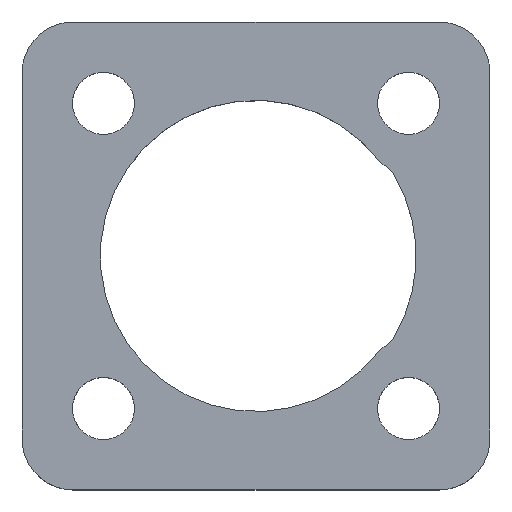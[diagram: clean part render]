
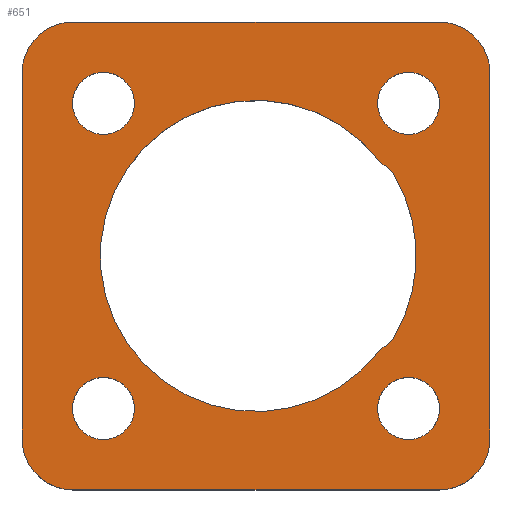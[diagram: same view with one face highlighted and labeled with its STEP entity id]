
A CAD part, top view. The second image highlights one B-rep face of the part: STEP entity #651.
In plain terms, the highlighted planar face has unit normal (0, 0, 1).
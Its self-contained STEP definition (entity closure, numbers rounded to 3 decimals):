
#34=FACE_BOUND('',#94,.T.);
#35=FACE_BOUND('',#95,.T.);
#36=FACE_BOUND('',#96,.T.);
#37=FACE_BOUND('',#97,.T.);
#38=FACE_BOUND('',#98,.T.);
#50=PLANE('',#717);
#59=FACE_OUTER_BOUND('',#93,.T.);
#93=EDGE_LOOP('',(#458,#459,#460,#461,#462,#463,#464,#465));
#94=EDGE_LOOP('',(#466,#467,#468,#469,#470,#471));
#95=EDGE_LOOP('',(#472,#473));
#96=EDGE_LOOP('',(#474,#475));
#97=EDGE_LOOP('',(#476,#477));
#98=EDGE_LOOP('',(#478,#479));
#142=LINE('',#1031,#179);
#143=LINE('',#1035,#180);
#144=LINE('',#1039,#181);
#145=LINE('',#1042,#182);
#179=VECTOR('',#832,10.);
#180=VECTOR('',#835,10.);
#181=VECTOR('',#838,10.);
#182=VECTOR('',#841,10.);
#208=CIRCLE('',#698,2.);
#222=CIRCLE('',#714,2.);
#223=CIRCLE('',#716,2.);
#224=CIRCLE('',#718,5.);
#225=CIRCLE('',#719,5.);
#226=CIRCLE('',#720,5.);
#227=CIRCLE('',#721,5.);
#228=CIRCLE('',#722,15.3);
#229=CIRCLE('',#723,2.);
#230=CIRCLE('',#724,15.75);
#231=CIRCLE('',#725,3.05);
#232=CIRCLE('',#726,3.05);
#233=CIRCLE('',#727,3.05);
#234=CIRCLE('',#728,3.05);
#235=CIRCLE('',#729,3.05);
#236=CIRCLE('',#730,3.05);
#237=CIRCLE('',#731,3.05);
#238=CIRCLE('',#732,3.05);
#259=VERTEX_POINT('',#977);
#260=VERTEX_POINT('',#979);
#277=VERTEX_POINT('',#1017);
#278=VERTEX_POINT('',#1021);
#279=VERTEX_POINT('',#1022);
#280=VERTEX_POINT('',#1027);
#281=VERTEX_POINT('',#1028);
#282=VERTEX_POINT('',#1030);
#283=VERTEX_POINT('',#1032);
#284=VERTEX_POINT('',#1034);
#285=VERTEX_POINT('',#1036);
#286=VERTEX_POINT('',#1038);
#287=VERTEX_POINT('',#1040);
#288=VERTEX_POINT('',#1044);
#289=VERTEX_POINT('',#1047);
#290=VERTEX_POINT('',#1048);
#291=VERTEX_POINT('',#1051);
#292=VERTEX_POINT('',#1052);
#293=VERTEX_POINT('',#1055);
#294=VERTEX_POINT('',#1056);
#295=VERTEX_POINT('',#1059);
#296=VERTEX_POINT('',#1060);
#331=EDGE_CURVE('',#259,#260,#208,.T.);
#350=EDGE_CURVE('',#277,#260,#222,.F.);
#352=EDGE_CURVE('',#278,#279,#223,.T.);
#355=EDGE_CURVE('',#280,#281,#224,.T.);
#356=EDGE_CURVE('',#280,#282,#142,.T.);
#357=EDGE_CURVE('',#283,#282,#225,.T.);
#358=EDGE_CURVE('',#283,#284,#143,.T.);
#359=EDGE_CURVE('',#285,#284,#226,.T.);
#360=EDGE_CURVE('',#285,#286,#144,.T.);
#361=EDGE_CURVE('',#287,#286,#227,.T.);
#362=EDGE_CURVE('',#287,#281,#145,.T.);
#363=EDGE_CURVE('',#259,#279,#228,.T.);
#364=EDGE_CURVE('',#278,#288,#229,.F.);
#365=EDGE_CURVE('',#288,#277,#230,.T.);
#366=EDGE_CURVE('',#289,#290,#231,.T.);
#367=EDGE_CURVE('',#290,#289,#232,.T.);
#368=EDGE_CURVE('',#291,#292,#233,.T.);
#369=EDGE_CURVE('',#292,#291,#234,.T.);
#370=EDGE_CURVE('',#293,#294,#235,.T.);
#371=EDGE_CURVE('',#294,#293,#236,.T.);
#372=EDGE_CURVE('',#295,#296,#237,.T.);
#373=EDGE_CURVE('',#296,#295,#238,.T.);
#458=ORIENTED_EDGE('',*,*,#355,.F.);
#459=ORIENTED_EDGE('',*,*,#356,.T.);
#460=ORIENTED_EDGE('',*,*,#357,.F.);
#461=ORIENTED_EDGE('',*,*,#358,.T.);
#462=ORIENTED_EDGE('',*,*,#359,.F.);
#463=ORIENTED_EDGE('',*,*,#360,.T.);
#464=ORIENTED_EDGE('',*,*,#361,.F.);
#465=ORIENTED_EDGE('',*,*,#362,.T.);
#466=ORIENTED_EDGE('',*,*,#331,.F.);
#467=ORIENTED_EDGE('',*,*,#363,.T.);
#468=ORIENTED_EDGE('',*,*,#352,.F.);
#469=ORIENTED_EDGE('',*,*,#364,.T.);
#470=ORIENTED_EDGE('',*,*,#365,.T.);
#471=ORIENTED_EDGE('',*,*,#350,.T.);
#472=ORIENTED_EDGE('',*,*,#366,.T.);
#473=ORIENTED_EDGE('',*,*,#367,.T.);
#474=ORIENTED_EDGE('',*,*,#368,.T.);
#475=ORIENTED_EDGE('',*,*,#369,.T.);
#476=ORIENTED_EDGE('',*,*,#370,.T.);
#477=ORIENTED_EDGE('',*,*,#371,.T.);
#478=ORIENTED_EDGE('',*,*,#372,.T.);
#479=ORIENTED_EDGE('',*,*,#373,.T.);
#651=ADVANCED_FACE('',(#59,#34,#35,#36,#37,#38),#50,.T.);
#698=AXIS2_PLACEMENT_3D('',#980,#782,#783);
#714=AXIS2_PLACEMENT_3D('',#1018,#819,#820);
#716=AXIS2_PLACEMENT_3D('',#1023,#824,#825);
#717=AXIS2_PLACEMENT_3D('',#1026,#828,#829);
#718=AXIS2_PLACEMENT_3D('',#1029,#830,#831);
#719=AXIS2_PLACEMENT_3D('',#1033,#833,#834);
#720=AXIS2_PLACEMENT_3D('',#1037,#836,#837);
#721=AXIS2_PLACEMENT_3D('',#1041,#839,#840);
#722=AXIS2_PLACEMENT_3D('',#1043,#842,#843);
#723=AXIS2_PLACEMENT_3D('',#1045,#844,#845);
#724=AXIS2_PLACEMENT_3D('',#1046,#846,#847);
#725=AXIS2_PLACEMENT_3D('',#1049,#848,#849);
#726=AXIS2_PLACEMENT_3D('',#1050,#850,#851);
#727=AXIS2_PLACEMENT_3D('',#1053,#852,#853);
#728=AXIS2_PLACEMENT_3D('',#1054,#854,#855);
#729=AXIS2_PLACEMENT_3D('',#1057,#856,#857);
#730=AXIS2_PLACEMENT_3D('',#1058,#858,#859);
#731=AXIS2_PLACEMENT_3D('',#1061,#860,#861);
#732=AXIS2_PLACEMENT_3D('',#1062,#862,#863);
#782=DIRECTION('center_axis',(0.,0.,-1.));
#783=DIRECTION('ref_axis',(-0.643,0.766,0.));
#819=DIRECTION('center_axis',(0.,0.,1.));
#820=DIRECTION('ref_axis',(0.857,-0.516,0.));
#824=DIRECTION('center_axis',(0.,0.,-1.));
#825=DIRECTION('ref_axis',(-0.643,-0.766,0.));
#828=DIRECTION('center_axis',(0.,0.,1.));
#829=DIRECTION('ref_axis',(1.,0.,0.));
#830=DIRECTION('center_axis',(0.,0.,-1.));
#831=DIRECTION('ref_axis',(-0.707,0.707,0.));
#832=DIRECTION('',(0.,-1.,0.));
#833=DIRECTION('center_axis',(0.,0.,-1.));
#834=DIRECTION('ref_axis',(-0.707,-0.707,0.));
#835=DIRECTION('',(1.,0.,0.));
#836=DIRECTION('center_axis',(0.,0.,-1.));
#837=DIRECTION('ref_axis',(0.707,-0.707,0.));
#838=DIRECTION('',(0.,1.,0.));
#839=DIRECTION('center_axis',(0.,0.,-1.));
#840=DIRECTION('ref_axis',(0.707,0.707,0.));
#841=DIRECTION('',(-1.,0.,0.));
#842=DIRECTION('center_axis',(0.,0.,-1.));
#843=DIRECTION('ref_axis',(1.,0.,0.));
#844=DIRECTION('center_axis',(0.,0.,1.));
#845=DIRECTION('ref_axis',(0.857,0.516,0.));
#846=DIRECTION('center_axis',(0.,0.,-1.));
#847=DIRECTION('ref_axis',(1.,0.,0.));
#848=DIRECTION('center_axis',(0.,0.,-1.));
#849=DIRECTION('ref_axis',(1.,0.,0.));
#850=DIRECTION('center_axis',(0.,0.,-1.));
#851=DIRECTION('ref_axis',(1.,0.,0.));
#852=DIRECTION('center_axis',(0.,0.,-1.));
#853=DIRECTION('ref_axis',(1.,0.,0.));
#854=DIRECTION('center_axis',(0.,0.,-1.));
#855=DIRECTION('ref_axis',(1.,0.,0.));
#856=DIRECTION('center_axis',(0.,0.,-1.));
#857=DIRECTION('ref_axis',(1.,0.,0.));
#858=DIRECTION('center_axis',(0.,0.,-1.));
#859=DIRECTION('ref_axis',(1.,0.,0.));
#860=DIRECTION('center_axis',(0.,0.,-1.));
#861=DIRECTION('ref_axis',(1.,0.,0.));
#862=DIRECTION('center_axis',(0.,0.,-1.));
#863=DIRECTION('ref_axis',(1.,0.,0.));
#977=CARTESIAN_POINT('',(12.075,-9.396,8.));
#979=CARTESIAN_POINT('',(12.717,-8.857,8.));
#980=CARTESIAN_POINT('Origin',(13.653,-10.625,8.));
#1017=CARTESIAN_POINT('',(13.495,-8.121,8.));
#1018=CARTESIAN_POINT('Origin',(11.781,-7.089,8.));
#1021=CARTESIAN_POINT('',(12.717,8.857,8.));
#1022=CARTESIAN_POINT('',(12.075,9.396,8.));
#1023=CARTESIAN_POINT('Origin',(13.653,10.625,8.));
#1026=CARTESIAN_POINT('Origin',(0.,0.,8.));
#1027=CARTESIAN_POINT('',(-23.,18.,8.));
#1028=CARTESIAN_POINT('',(-18.,23.,8.));
#1029=CARTESIAN_POINT('Origin',(-18.,18.,8.));
#1030=CARTESIAN_POINT('',(-23.,-18.,8.));
#1031=CARTESIAN_POINT('',(-23.,23.,8.));
#1032=CARTESIAN_POINT('',(-18.,-23.,8.));
#1033=CARTESIAN_POINT('Origin',(-18.,-18.,8.));
#1034=CARTESIAN_POINT('',(18.,-23.,8.));
#1035=CARTESIAN_POINT('',(-23.,-23.,8.));
#1036=CARTESIAN_POINT('',(23.,-18.,8.));
#1037=CARTESIAN_POINT('Origin',(18.,-18.,8.));
#1038=CARTESIAN_POINT('',(23.,18.,8.));
#1039=CARTESIAN_POINT('',(23.,-23.,8.));
#1040=CARTESIAN_POINT('',(18.,23.,8.));
#1041=CARTESIAN_POINT('Origin',(18.,18.,8.));
#1042=CARTESIAN_POINT('',(23.,23.,8.));
#1043=CARTESIAN_POINT('Origin',(0.,0.,8.));
#1044=CARTESIAN_POINT('',(13.495,8.121,8.));
#1045=CARTESIAN_POINT('Origin',(11.781,7.089,8.));
#1046=CARTESIAN_POINT('Origin',(0.,0.,8.));
#1047=CARTESIAN_POINT('',(18.05,-15.,8.));
#1048=CARTESIAN_POINT('',(11.95,-15.,8.));
#1049=CARTESIAN_POINT('Origin',(15.,-15.,8.));
#1050=CARTESIAN_POINT('Origin',(15.,-15.,8.));
#1051=CARTESIAN_POINT('',(-11.95,15.,8.));
#1052=CARTESIAN_POINT('',(-18.05,15.,8.));
#1053=CARTESIAN_POINT('Origin',(-15.,15.,8.));
#1054=CARTESIAN_POINT('Origin',(-15.,15.,8.));
#1055=CARTESIAN_POINT('',(18.05,15.,8.));
#1056=CARTESIAN_POINT('',(11.95,15.,8.));
#1057=CARTESIAN_POINT('Origin',(15.,15.,8.));
#1058=CARTESIAN_POINT('Origin',(15.,15.,8.));
#1059=CARTESIAN_POINT('',(-11.95,-15.,8.));
#1060=CARTESIAN_POINT('',(-18.05,-15.,8.));
#1061=CARTESIAN_POINT('Origin',(-15.,-15.,8.));
#1062=CARTESIAN_POINT('Origin',(-15.,-15.,8.));
